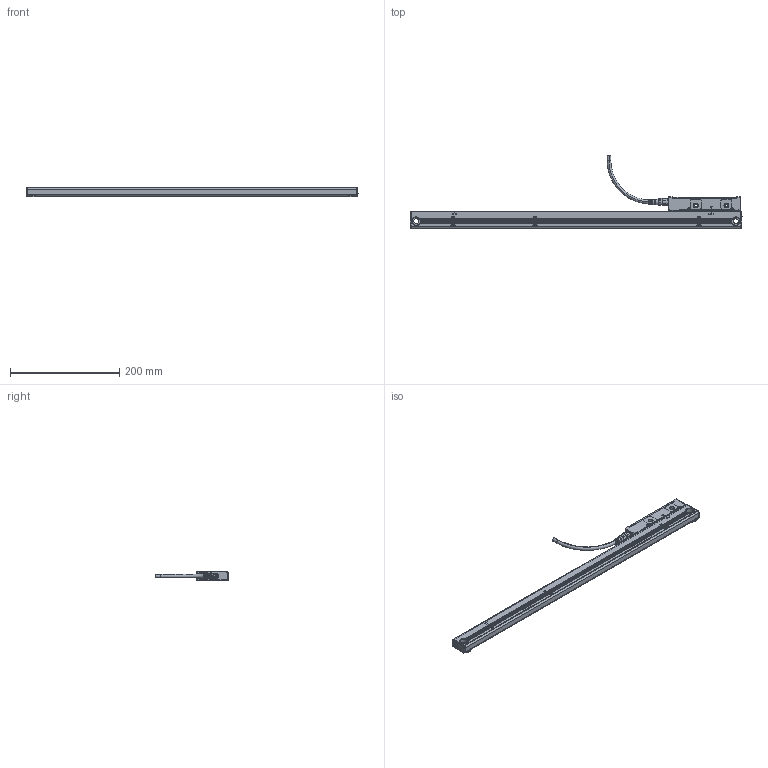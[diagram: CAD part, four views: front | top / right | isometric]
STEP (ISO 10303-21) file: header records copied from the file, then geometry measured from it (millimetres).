
FILE_DESCRIPTION(('CATIA V5 STEP'),'2;1');
FILE_NAME('SR27A-047-R.stp','2014-10-08T06:23:43+00:00',('none'),('none'),'CATIA Version 5 Release 19 SP 6 (IN-10)','CATIA V5 STEP AP214','none');
FILE_SCHEMA(('AUTOMOTIVE_DESIGN { 1 0 10303 214 1 1 1 1 }'));
Length unit declared in the file: millimetre
Products named in the file (1): SR27A-047-R
Bounding box: 608 x 133.65 x 17.85 mm (x, y, z)
Volume: 349683.6 mm3; surface area: 101120.8 mm2
Topology: 1 solids, 48 shells, 2419 faces, 6374 edges, 4051 vertices
Faces by surface type: plane 1167, cylinder 918, cone 122, torus 118, bspline 68, sphere 26
Entity records: 73230 total; most frequent: CARTESIAN_POINT 18793, ORIENTED_EDGE 12656, DIRECTION 8671, EDGE_CURVE 6328, VERTEX_POINT 4051, VECTOR 3640, LINE 3640, AXIS2_PLACEMENT_3D 3570
